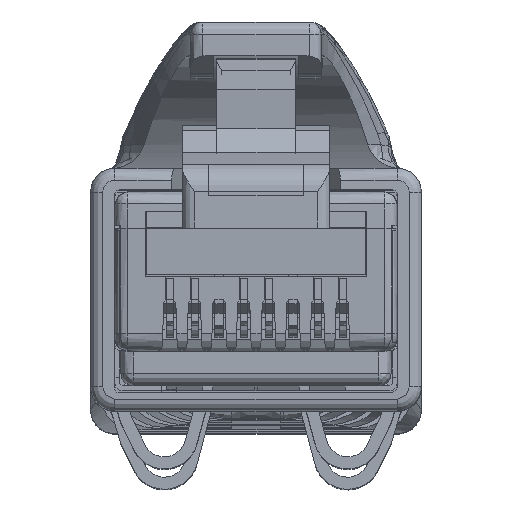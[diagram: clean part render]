
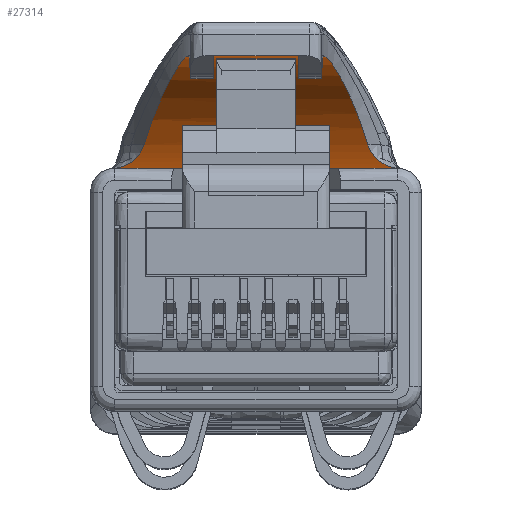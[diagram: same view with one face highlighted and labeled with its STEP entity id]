
A CAD part, top view. The second image highlights one B-rep face of the part: STEP entity #27314.
In plain terms, the highlighted cylindrical face has radius 7.5 mm (diameter 15 mm), a partial arc.
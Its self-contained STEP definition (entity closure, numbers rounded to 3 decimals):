
#27280=AXIS2_PLACEMENT_3D('Cylinder Axis2P3D',#27277,#27278,#27279) ;
#25763=CARTESIAN_POINT('Vertex',(4.047,17.057,562.48)) ;
#25779=CARTESIAN_POINT('Vertex',(2.224,13.384,556.03)) ;
#25783=CARTESIAN_POINT('Control Point',(2.224,13.384,556.03)) ;
#25784=CARTESIAN_POINT('Control Point',(2.322,13.728,556.235)) ;
#25785=CARTESIAN_POINT('Control Point',(2.427,14.058,556.46)) ;
#25786=CARTESIAN_POINT('Control Point',(2.538,14.372,556.71)) ;
#25787=CARTESIAN_POINT('Control Point',(2.766,14.967,557.248)) ;
#25788=CARTESIAN_POINT('Control Point',(2.995,15.482,557.855)) ;
#25789=CARTESIAN_POINT('Control Point',(3.108,15.719,558.176)) ;
#25790=CARTESIAN_POINT('Control Point',(3.327,16.145,558.844)) ;
#25791=CARTESIAN_POINT('Control Point',(3.527,16.485,559.568)) ;
#25792=CARTESIAN_POINT('Control Point',(3.618,16.628,559.934)) ;
#25793=CARTESIAN_POINT('Control Point',(3.779,16.854,560.65)) ;
#25794=CARTESIAN_POINT('Control Point',(3.91,16.992,561.4)) ;
#25795=CARTESIAN_POINT('Control Point',(3.964,17.035,561.755)) ;
#25796=CARTESIAN_POINT('Control Point',(4.01,17.057,562.118)) ;
#25797=CARTESIAN_POINT('Control Point',(4.047,17.057,562.48)) ;
#25821=CARTESIAN_POINT('Line Origine',(6.85,17.057,562.48)) ;
#25825=CARTESIAN_POINT('Vertex',(9.653,17.057,562.48)) ;
#25851=CARTESIAN_POINT('Control Point',(9.653,17.057,562.48)) ;
#25852=CARTESIAN_POINT('Control Point',(9.693,17.057,562.091)) ;
#25853=CARTESIAN_POINT('Control Point',(9.743,17.031,561.701)) ;
#25854=CARTESIAN_POINT('Control Point',(9.803,16.981,561.316)) ;
#25855=CARTESIAN_POINT('Control Point',(9.964,16.804,560.417)) ;
#25856=CARTESIAN_POINT('Control Point',(10.172,16.492,559.553)) ;
#25857=CARTESIAN_POINT('Control Point',(10.305,16.268,559.072)) ;
#25858=CARTESIAN_POINT('Control Point',(10.519,15.873,558.384)) ;
#25859=CARTESIAN_POINT('Control Point',(10.744,15.391,557.756)) ;
#25860=CARTESIAN_POINT('Control Point',(10.821,15.218,557.55)) ;
#25861=CARTESIAN_POINT('Control Point',(11.005,14.786,557.08)) ;
#25862=CARTESIAN_POINT('Control Point',(11.185,14.308,556.658)) ;
#25863=CARTESIAN_POINT('Control Point',(11.286,14.015,556.431)) ;
#25864=CARTESIAN_POINT('Control Point',(11.384,13.707,556.222)) ;
#25865=CARTESIAN_POINT('Control Point',(11.476,13.384,556.03)) ;
#25866=CARTESIAN_POINT('Vertex',(11.476,13.384,556.03)) ;
#26475=CARTESIAN_POINT('Control Point',(2.224,13.384,556.03)) ;
#26476=CARTESIAN_POINT('Control Point',(2.137,13.08,555.85)) ;
#26477=CARTESIAN_POINT('Control Point',(1.916,12.767,555.691)) ;
#26478=CARTESIAN_POINT('Control Point',(1.587,12.548,555.599)) ;
#26479=CARTESIAN_POINT('Control Point',(1.24,12.432,555.553)) ;
#26480=CARTESIAN_POINT('Control Point',(0.924,12.407,555.543)) ;
#26481=CARTESIAN_POINT('Vertex',(0.924,12.407,555.543)) ;
#27218=CARTESIAN_POINT('Line Origine',(6.85,12.41,555.544)) ;
#27222=CARTESIAN_POINT('Vertex',(12.7,12.41,555.544)) ;
#27224=CARTESIAN_POINT('Vertex',(1.,12.41,555.544)) ;
#27277=CARTESIAN_POINT('Axis2P3D Location',(1.1,9.557,562.48)) ;
#27283=CARTESIAN_POINT('Control Point',(1.,12.41,555.544)) ;
#27284=CARTESIAN_POINT('Control Point',(0.975,12.41,555.544)) ;
#27285=CARTESIAN_POINT('Control Point',(0.949,12.409,555.544)) ;
#27286=CARTESIAN_POINT('Control Point',(0.924,12.407,555.543)) ;
#27289=CARTESIAN_POINT('Control Point',(12.776,12.407,555.543)) ;
#27290=CARTESIAN_POINT('Control Point',(12.751,12.409,555.544)) ;
#27291=CARTESIAN_POINT('Control Point',(12.725,12.41,555.544)) ;
#27292=CARTESIAN_POINT('Control Point',(12.7,12.41,555.544)) ;
#27293=CARTESIAN_POINT('Vertex',(12.776,12.407,555.543)) ;
#27297=CARTESIAN_POINT('Control Point',(12.776,12.407,555.543)) ;
#27298=CARTESIAN_POINT('Control Point',(12.414,12.435,555.554)) ;
#27299=CARTESIAN_POINT('Control Point',(12.07,12.576,555.612)) ;
#27300=CARTESIAN_POINT('Control Point',(11.772,12.794,555.705)) ;
#27301=CARTESIAN_POINT('Control Point',(11.563,13.08,555.85)) ;
#27302=CARTESIAN_POINT('Control Point',(11.476,13.384,556.03)) ;
#25822=DIRECTION('Vector Direction',(1.,0.,0.)) ;
#27219=DIRECTION('Vector Direction',(-1.,0.,0.)) ;
#27278=DIRECTION('Axis2P3D Direction',(1.,0.,0.)) ;
#27279=DIRECTION('Axis2P3D XDirection',(0.,-1.,0.)) ;
#25823=VECTOR('Line Direction',#25822,1.) ;
#27220=VECTOR('Line Direction',#27219,1.) ;
#27305=ORIENTED_EDGE('',*,*,#25868,.F.) ;
#27306=ORIENTED_EDGE('',*,*,#25827,.F.) ;
#27307=ORIENTED_EDGE('',*,*,#25798,.F.) ;
#27308=ORIENTED_EDGE('',*,*,#26483,.T.) ;
#27309=ORIENTED_EDGE('',*,*,#27287,.F.) ;
#27310=ORIENTED_EDGE('',*,*,#27226,.F.) ;
#27311=ORIENTED_EDGE('',*,*,#27295,.F.) ;
#27312=ORIENTED_EDGE('',*,*,#27303,.T.) ;
#27314=ADVANCED_FACE('Hauptk\X2\00F6\X0\rper',(#27313),#27281,.F.) ;
#25782=B_SPLINE_CURVE_WITH_KNOTS('',5,(#25783,#25784,#25785,#25786,#25787,#25788,#25789,#25790,#25791,#25792,#25793,#25794,#25795,#25796,#25797),.UNSPECIFIED.,.F.,.U.,(6,3,3,3,6),(0.,2.925,5.861,8.722,11.306),.UNSPECIFIED.) ;
#25850=B_SPLINE_CURVE_WITH_KNOTS('',5,(#25851,#25852,#25853,#25854,#25855,#25856,#25857,#25858,#25859,#25860,#25861,#25862,#25863,#25864,#25865),.UNSPECIFIED.,.F.,.U.,(6,3,3,3,6),(0.,2.765,6.605,8.574,11.297),.UNSPECIFIED.) ;
#26474=B_SPLINE_CURVE_WITH_KNOTS('',5,(#26475,#26476,#26477,#26478,#26479,#26480),.UNSPECIFIED.,.F.,.U.,(6,6),(0.,2.931),.UNSPECIFIED.) ;
#27282=B_SPLINE_CURVE_WITH_KNOTS('',3,(#27283,#27284,#27285,#27286),.UNSPECIFIED.,.F.,.U.,(4,4),(0.,0.108),.UNSPECIFIED.) ;
#27288=B_SPLINE_CURVE_WITH_KNOTS('',3,(#27289,#27290,#27291,#27292),.UNSPECIFIED.,.F.,.U.,(4,4),(0.,0.108),.UNSPECIFIED.) ;
#27296=B_SPLINE_CURVE_WITH_KNOTS('',5,(#27297,#27298,#27299,#27300,#27301,#27302),.UNSPECIFIED.,.F.,.U.,(6,6),(0.,2.572),.UNSPECIFIED.) ;
#27281=CYLINDRICAL_SURFACE('generated cylinder',#27280,7.5) ;
#25798=EDGE_CURVE('',#25780,#25764,#25782,.T.) ;
#25827=EDGE_CURVE('',#25764,#25826,#25824,.T.) ;
#25868=EDGE_CURVE('',#25826,#25867,#25850,.T.) ;
#26483=EDGE_CURVE('',#25780,#26482,#26474,.T.) ;
#27226=EDGE_CURVE('',#27223,#27225,#27221,.T.) ;
#27287=EDGE_CURVE('',#27225,#26482,#27282,.T.) ;
#27295=EDGE_CURVE('',#27294,#27223,#27288,.T.) ;
#27303=EDGE_CURVE('',#27294,#25867,#27296,.T.) ;
#27304=EDGE_LOOP('',(#27305,#27306,#27307,#27308,#27309,#27310,#27311,#27312)) ;
#27313=FACE_OUTER_BOUND('',#27304,.T.) ;
#25824=LINE('Line',#25821,#25823) ;
#27221=LINE('Line',#27218,#27220) ;
#25764=VERTEX_POINT('',#25763) ;
#25780=VERTEX_POINT('',#25779) ;
#25826=VERTEX_POINT('',#25825) ;
#25867=VERTEX_POINT('',#25866) ;
#26482=VERTEX_POINT('',#26481) ;
#27223=VERTEX_POINT('',#27222) ;
#27225=VERTEX_POINT('',#27224) ;
#27294=VERTEX_POINT('',#27293) ;
